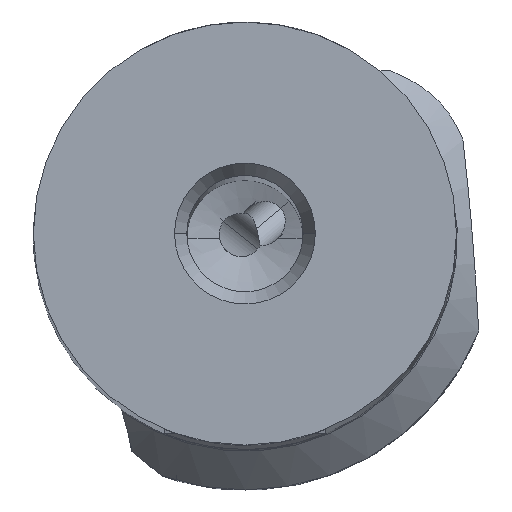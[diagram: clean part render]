
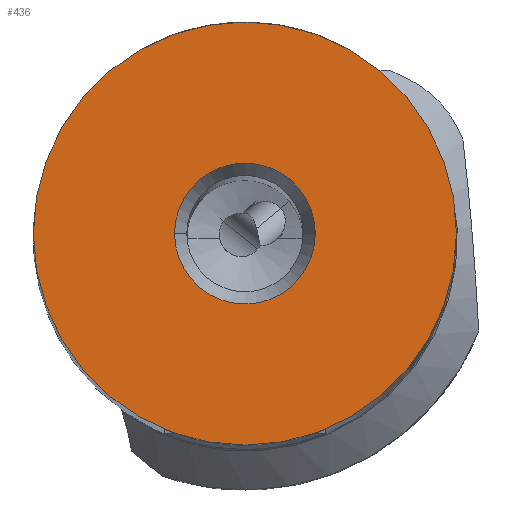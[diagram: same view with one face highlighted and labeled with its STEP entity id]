
A CAD part, top view. The second image highlights one B-rep face of the part: STEP entity #436.
In plain terms, the highlighted planar face has unit normal (0, 0, 1).
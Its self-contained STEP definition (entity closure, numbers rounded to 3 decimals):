
#37=FACE_BOUND('',#671,.T.);
#38=FACE_BOUND('',#672,.T.);
#99=PLANE('',#2022);
#436=ADVANCED_FACE('',(#37,#38),#99,.T.);
#671=EDGE_LOOP('',(#914,#915));
#672=EDGE_LOOP('',(#916,#917));
#786=CIRCLE('',#2017,6.655);
#787=CIRCLE('',#2019,20.);
#788=CIRCLE('',#2020,20.);
#789=CIRCLE('',#2021,6.655);
#914=ORIENTED_EDGE('',*,*,#1669,.F.);
#915=ORIENTED_EDGE('',*,*,#1670,.F.);
#916=ORIENTED_EDGE('',*,*,#1668,.F.);
#917=ORIENTED_EDGE('',*,*,#1671,.F.);
#1467=VERTEX_POINT('',#3129);
#1468=VERTEX_POINT('',#3131);
#1469=VERTEX_POINT('',#3135);
#1470=VERTEX_POINT('',#3136);
#1668=EDGE_CURVE('',#1468,#1467,#786,.T.);
#1669=EDGE_CURVE('',#1469,#1470,#787,.T.);
#1670=EDGE_CURVE('',#1470,#1469,#788,.T.);
#1671=EDGE_CURVE('',#1467,#1468,#789,.T.);
#2017=AXIS2_PLACEMENT_3D('',#3132,#2265,#2266);
#2019=AXIS2_PLACEMENT_3D('',#3134,#2269,#2270);
#2020=AXIS2_PLACEMENT_3D('',#3137,#2271,#2272);
#2021=AXIS2_PLACEMENT_3D('',#3138,#2273,#2274);
#2022=AXIS2_PLACEMENT_3D('',#3139,#2275,#2276);
#2265=DIRECTION('',(0.,0.,1.));
#2266=DIRECTION('',(1.,0.,0.));
#2269=DIRECTION('',(0.,0.,-1.));
#2270=DIRECTION('',(1.,0.,0.));
#2271=DIRECTION('',(0.,0.,-1.));
#2272=DIRECTION('',(-1.,0.,0.));
#2273=DIRECTION('',(0.,0.,1.));
#2274=DIRECTION('',(-1.,0.,0.));
#2275=DIRECTION('',(0.,0.,1.));
#2276=DIRECTION('',(1.,0.,0.));
#3129=CARTESIAN_POINT('',(-6.655,0.,0.));
#3131=CARTESIAN_POINT('',(6.655,0.,0.));
#3132=CARTESIAN_POINT('',(0.,0.,0.));
#3134=CARTESIAN_POINT('',(0.,0.,0.));
#3135=CARTESIAN_POINT('',(20.,0.,0.));
#3136=CARTESIAN_POINT('',(-20.,0.,0.));
#3137=CARTESIAN_POINT('',(0.,0.,0.));
#3138=CARTESIAN_POINT('',(0.,0.,0.));
#3139=CARTESIAN_POINT('',(0.,0.,0.));
